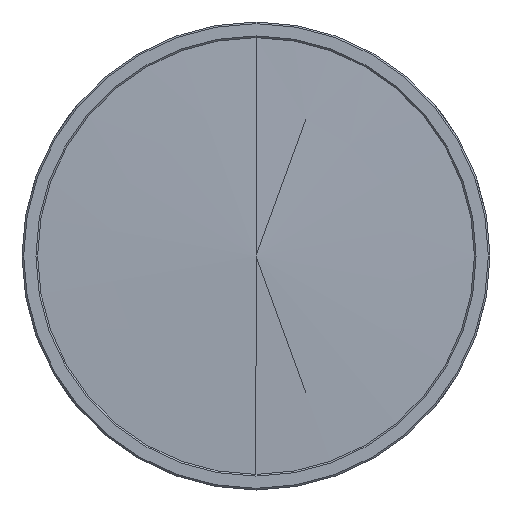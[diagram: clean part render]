
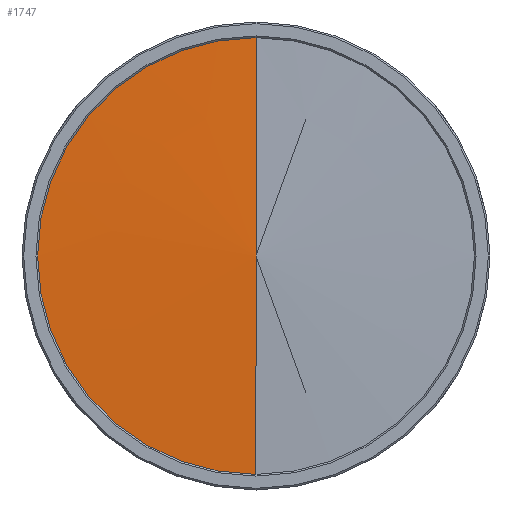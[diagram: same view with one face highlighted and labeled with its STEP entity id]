
A CAD part, left-side view. The second image highlights one B-rep face of the part: STEP entity #1747.
In plain terms, the highlighted conical face has half-angle 88.174 degrees and reference radius 40.618 mm.
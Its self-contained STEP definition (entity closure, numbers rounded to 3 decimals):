
#101 = CARTESIAN_POINT ( 'NONE',  ( 1.25, 0., 0. ) ) ;
#172 = CARTESIAN_POINT ( 'NONE',  ( 0., 0., 0. ) ) ;
#225 = DIRECTION ( 'NONE',  ( 0., 0., -1. ) ) ;
#384 = VECTOR ( 'NONE', #524, 1000. ) ;
#524 = DIRECTION ( 'NONE',  ( 0.032, 0., -0.999 ) ) ;
#542 = LINE ( 'NONE', #2374, #4175 ) ;
#554 = ORIENTED_EDGE ( 'NONE', *, *, #1424, .F. ) ;
#891 = VERTEX_POINT ( 'NONE', #4214 ) ;
#1029 = FACE_OUTER_BOUND ( 'NONE', #2755, .T. ) ;
#1200 = AXIS2_PLACEMENT_3D ( 'NONE', #101, #4249, #4221 ) ;
#1424 = EDGE_CURVE ( 'NONE', #3942, #891, #4172, .T. ) ;
#1631 = CONICAL_SURFACE ( 'NONE', #1800, 40.618, 1.539 ) ;
#1747 = ADVANCED_FACE ( 'NONE', ( #1029 ), #1631, .T. ) ;
#1786 = CIRCLE ( 'NONE', #1200, 39.2 ) ;
#1800 = AXIS2_PLACEMENT_3D ( 'NONE', #2974, #3976, #225 ) ;
#2346 = EDGE_CURVE ( 'NONE', #3942, #4421, #542, .T. ) ;
#2374 = CARTESIAN_POINT ( 'NONE',  ( 1.295, 0., 40.618 ) ) ;
#2651 = ORIENTED_EDGE ( 'NONE', *, *, #2346, .T. ) ;
#2755 = EDGE_LOOP ( 'NONE', ( #554, #2651, #3034 ) ) ;
#2974 = CARTESIAN_POINT ( 'NONE',  ( 1.295, 0., 0. ) ) ;
#3034 = ORIENTED_EDGE ( 'NONE', *, *, #3532, .F. ) ;
#3172 = CARTESIAN_POINT ( 'NONE',  ( 1.25, 0., 39.2 ) ) ;
#3218 = CARTESIAN_POINT ( 'NONE',  ( 1.295, 0., -40.618 ) ) ;
#3365 = DIRECTION ( 'NONE',  ( 0.032, 0., 0.999 ) ) ;
#3532 = EDGE_CURVE ( 'NONE', #891, #4421, #1786, .T. ) ;
#3942 = VERTEX_POINT ( 'NONE', #172 ) ;
#3976 = DIRECTION ( 'NONE',  ( 1., 0., 0. ) ) ;
#4172 = LINE ( 'NONE', #3218, #384 ) ;
#4175 = VECTOR ( 'NONE', #3365, 1000. ) ;
#4214 = CARTESIAN_POINT ( 'NONE',  ( 1.25, 0., -39.2 ) ) ;
#4221 = DIRECTION ( 'NONE',  ( 0., 0., -1. ) ) ;
#4249 = DIRECTION ( 'NONE',  ( 1., 0., 0. ) ) ;
#4421 = VERTEX_POINT ( 'NONE', #3172 ) ;
